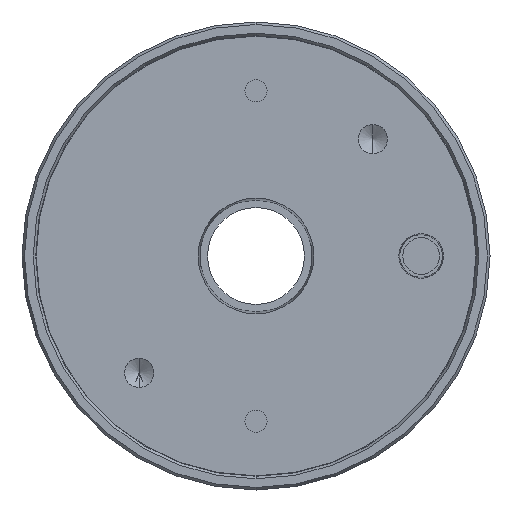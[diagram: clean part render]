
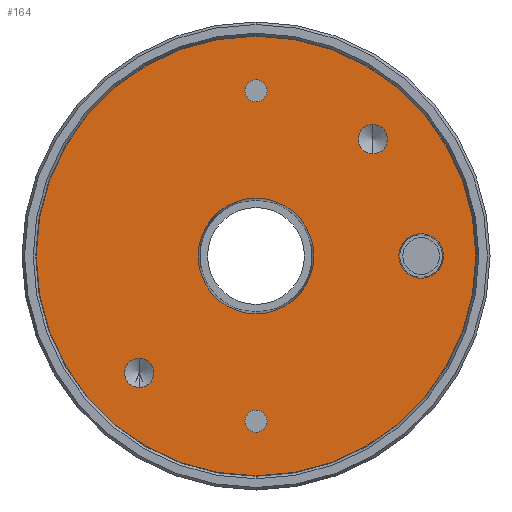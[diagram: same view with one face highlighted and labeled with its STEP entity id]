
A CAD part, front view. The second image highlights one B-rep face of the part: STEP entity #164.
In plain terms, the highlighted planar face has unit normal (0, -1, 0).
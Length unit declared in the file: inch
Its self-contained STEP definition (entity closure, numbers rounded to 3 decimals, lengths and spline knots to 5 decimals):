
#8 = ORIENTED_EDGE ( 'NONE', *, *, #1359, .T. ) ;
#21 = CARTESIAN_POINT ( 'NONE',  ( 1.5, 0., 0.2025 ) ) ;
#30 = ORIENTED_EDGE ( 'NONE', *, *, #108, .F. ) ;
#41 = AXIS2_PLACEMENT_3D ( 'NONE', #292, #2265, #1394 ) ;
#44 = DIRECTION ( 'NONE',  ( 0., -1., 0. ) ) ;
#67 = ORIENTED_EDGE ( 'NONE', *, *, #1750, .F. ) ;
#88 = VERTEX_POINT ( 'NONE', #2250 ) ;
#97 = CARTESIAN_POINT ( 'NONE',  ( -1.06066, 0., -1.06066 ) ) ;
#108 = EDGE_CURVE ( 'NONE', #617, #88, #2098, .T. ) ;
#115 = DIRECTION ( 'NONE',  ( 0., -1., 0. ) ) ;
#116 = AXIS2_PLACEMENT_3D ( 'NONE', #733, #973, #305 ) ;
#126 = AXIS2_PLACEMENT_3D ( 'NONE', #97, #1556, #558 ) ;
#129 = EDGE_CURVE ( 'NONE', #669, #712, #1328, .T. ) ;
#132 = CARTESIAN_POINT ( 'NONE',  ( 1.06066, 0., 1.06066 ) ) ;
#161 = VERTEX_POINT ( 'NONE', #319 ) ;
#162 = DIRECTION ( 'NONE',  ( 0., -1., 0. ) ) ;
#164 = ADVANCED_FACE ( 'NONE', ( #2653, #1374, #732, #2231, #304, #1160, #1811 ), #2766, .F. ) ;
#166 = CARTESIAN_POINT ( 'NONE',  ( 0., 0., -1.3995 ) ) ;
#168 = DIRECTION ( 'NONE',  ( 0., 0., -1. ) ) ;
#203 = AXIS2_PLACEMENT_3D ( 'NONE', #2604, #502, #1989 ) ;
#259 = DIRECTION ( 'NONE',  ( 0., -1., 0. ) ) ;
#284 = ORIENTED_EDGE ( 'NONE', *, *, #2504, .F. ) ;
#292 = CARTESIAN_POINT ( 'NONE',  ( 1.5, 0., 0. ) ) ;
#295 = ORIENTED_EDGE ( 'NONE', *, *, #2237, .F. ) ;
#304 = FACE_BOUND ( 'NONE', #893, .T. ) ;
#305 = DIRECTION ( 'NONE',  ( 0., 0., -1. ) ) ;
#319 = CARTESIAN_POINT ( 'NONE',  ( 1.06066, 0., 1.19348 ) ) ;
#358 = DIRECTION ( 'NONE',  ( 0., -1., 0. ) ) ;
#390 = CARTESIAN_POINT ( 'NONE',  ( 1.06066, 0., 1.06066 ) ) ;
#469 = CARTESIAN_POINT ( 'NONE',  ( 1.5, 0., 0. ) ) ;
#471 = EDGE_LOOP ( 'NONE', ( #2135, #513 ) ) ;
#489 = CIRCLE ( 'NONE', #1554, 0.13281 ) ;
#498 = VERTEX_POINT ( 'NONE', #2198 ) ;
#502 = DIRECTION ( 'NONE',  ( 0., -1., 0. ) ) ;
#503 = VERTEX_POINT ( 'NONE', #1761 ) ;
#513 = ORIENTED_EDGE ( 'NONE', *, *, #129, .F. ) ;
#518 = EDGE_LOOP ( 'NONE', ( #776, #1931 ) ) ;
#533 = VERTEX_POINT ( 'NONE', #2029 ) ;
#535 = CARTESIAN_POINT ( 'NONE',  ( 0., 0., 1.996 ) ) ;
#549 = AXIS2_PLACEMENT_3D ( 'NONE', #469, #259, #692 ) ;
#558 = DIRECTION ( 'NONE',  ( 0., 0., -1. ) ) ;
#592 = DIRECTION ( 'NONE',  ( 0., -1., 0. ) ) ;
#617 = VERTEX_POINT ( 'NONE', #166 ) ;
#649 = CARTESIAN_POINT ( 'NONE',  ( 1.5, 0., -0.2025 ) ) ;
#669 = VERTEX_POINT ( 'NONE', #1180 ) ;
#692 = DIRECTION ( 'NONE',  ( 0., 0., -1. ) ) ;
#712 = VERTEX_POINT ( 'NONE', #1486 ) ;
#732 = FACE_BOUND ( 'NONE', #2650, .T. ) ;
#733 = CARTESIAN_POINT ( 'NONE',  ( 0., 0., 0. ) ) ;
#735 = DIRECTION ( 'NONE',  ( 0., -1., 0. ) ) ;
#776 = ORIENTED_EDGE ( 'NONE', *, *, #1083, .F. ) ;
#838 = EDGE_CURVE ( 'NONE', #498, #533, #2167, .T. ) ;
#893 = EDGE_LOOP ( 'NONE', ( #284, #2396 ) ) ;
#895 = CIRCLE ( 'NONE', #1108, 1.996 ) ;
#900 = CIRCLE ( 'NONE', #549, 0.2025 ) ;
#930 = CARTESIAN_POINT ( 'NONE',  ( 0., 0., 0. ) ) ;
#948 = VERTEX_POINT ( 'NONE', #21 ) ;
#973 = DIRECTION ( 'NONE',  ( 0., -1., 0. ) ) ;
#975 = DIRECTION ( 'NONE',  ( 0., 0., -1. ) ) ;
#976 = EDGE_LOOP ( 'NONE', ( #2174, #2206 ) ) ;
#1039 = DIRECTION ( 'NONE',  ( 0., -1., 0. ) ) ;
#1068 = EDGE_CURVE ( 'NONE', #712, #669, #1327, .T. ) ;
#1083 = EDGE_CURVE ( 'NONE', #503, #161, #489, .T. ) ;
#1103 = AXIS2_PLACEMENT_3D ( 'NONE', #2622, #1188, #2434 ) ;
#1108 = AXIS2_PLACEMENT_3D ( 'NONE', #930, #735, #1577 ) ;
#1151 = CIRCLE ( 'NONE', #2236, 1.996 ) ;
#1155 = CIRCLE ( 'NONE', #1845, 0.1005 ) ;
#1160 = FACE_BOUND ( 'NONE', #976, .T. ) ;
#1180 = CARTESIAN_POINT ( 'NONE',  ( -1.06066, 0., -0.92785 ) ) ;
#1188 = DIRECTION ( 'NONE',  ( 0., -1., 0. ) ) ;
#1204 = DIRECTION ( 'NONE',  ( 0., 0., -1. ) ) ;
#1230 = CARTESIAN_POINT ( 'NONE',  ( 0., 0., -1.5 ) ) ;
#1253 = CIRCLE ( 'NONE', #41, 0.2025 ) ;
#1262 = CARTESIAN_POINT ( 'NONE',  ( 0., 0., 0. ) ) ;
#1327 = CIRCLE ( 'NONE', #1784, 0.13281 ) ;
#1328 = CIRCLE ( 'NONE', #126, 0.13281 ) ;
#1359 = EDGE_CURVE ( 'NONE', #2579, #1816, #895, .T. ) ;
#1374 = FACE_BOUND ( 'NONE', #471, .T. ) ;
#1394 = DIRECTION ( 'NONE',  ( 0., 0., -1. ) ) ;
#1408 = EDGE_CURVE ( 'NONE', #161, #503, #1970, .T. ) ;
#1435 = CARTESIAN_POINT ( 'NONE',  ( 0., 0., 0. ) ) ;
#1442 = DIRECTION ( 'NONE',  ( 0., 0., -1. ) ) ;
#1451 = EDGE_CURVE ( 'NONE', #948, #2696, #1253, .T. ) ;
#1486 = CARTESIAN_POINT ( 'NONE',  ( -1.06066, 0., -1.19348 ) ) ;
#1488 = EDGE_CURVE ( 'NONE', #1816, #2579, #1151, .T. ) ;
#1526 = CARTESIAN_POINT ( 'NONE',  ( 0., 0., 1.5 ) ) ;
#1532 = ORIENTED_EDGE ( 'NONE', *, *, #1896, .F. ) ;
#1534 = CARTESIAN_POINT ( 'NONE',  ( 0., 0., -1.996 ) ) ;
#1545 = CIRCLE ( 'NONE', #203, 0.1005 ) ;
#1554 = AXIS2_PLACEMENT_3D ( 'NONE', #390, #2320, #2770 ) ;
#1556 = DIRECTION ( 'NONE',  ( 0., -1., 0. ) ) ;
#1577 = DIRECTION ( 'NONE',  ( 0., 0., -1. ) ) ;
#1614 = VERTEX_POINT ( 'NONE', #2183 ) ;
#1656 = CIRCLE ( 'NONE', #2626, 0.1005 ) ;
#1687 = CARTESIAN_POINT ( 'NONE',  ( -1.06066, 0., -1.06066 ) ) ;
#1691 = CARTESIAN_POINT ( 'NONE',  ( 0., 0., 1.6005 ) ) ;
#1750 = EDGE_CURVE ( 'NONE', #88, #617, #1656, .T. ) ;
#1761 = CARTESIAN_POINT ( 'NONE',  ( 1.06066, 0., 0.92785 ) ) ;
#1783 = EDGE_LOOP ( 'NONE', ( #2118, #8 ) ) ;
#1784 = AXIS2_PLACEMENT_3D ( 'NONE', #1687, #162, #2084 ) ;
#1811 = FACE_OUTER_BOUND ( 'NONE', #1783, .T. ) ;
#1816 = VERTEX_POINT ( 'NONE', #1534 ) ;
#1839 = AXIS2_PLACEMENT_3D ( 'NONE', #1262, #1039, #168 ) ;
#1845 = AXIS2_PLACEMENT_3D ( 'NONE', #1526, #44, #2649 ) ;
#1896 = EDGE_CURVE ( 'NONE', #2719, #1614, #1545, .T. ) ;
#1931 = ORIENTED_EDGE ( 'NONE', *, *, #1408, .F. ) ;
#1970 = CIRCLE ( 'NONE', #2469, 0.13281 ) ;
#1989 = DIRECTION ( 'NONE',  ( 0., 0., -1. ) ) ;
#2029 = CARTESIAN_POINT ( 'NONE',  ( 0., 0., -0.525 ) ) ;
#2037 = CARTESIAN_POINT ( 'NONE',  ( 0., 0., 0. ) ) ;
#2084 = DIRECTION ( 'NONE',  ( 0., 0., -1. ) ) ;
#2098 = CIRCLE ( 'NONE', #1103, 0.1005 ) ;
#2106 = CIRCLE ( 'NONE', #1839, 0.525 ) ;
#2118 = ORIENTED_EDGE ( 'NONE', *, *, #1488, .T. ) ;
#2135 = ORIENTED_EDGE ( 'NONE', *, *, #1068, .F. ) ;
#2167 = CIRCLE ( 'NONE', #116, 0.525 ) ;
#2174 = ORIENTED_EDGE ( 'NONE', *, *, #2710, .F. ) ;
#2183 = CARTESIAN_POINT ( 'NONE',  ( 0., 0., 1.3995 ) ) ;
#2198 = CARTESIAN_POINT ( 'NONE',  ( 0., 0., 0.525 ) ) ;
#2206 = ORIENTED_EDGE ( 'NONE', *, *, #838, .F. ) ;
#2229 = EDGE_LOOP ( 'NONE', ( #67, #30 ) ) ;
#2230 = AXIS2_PLACEMENT_3D ( 'NONE', #1435, #2755, #2548 ) ;
#2231 = FACE_BOUND ( 'NONE', #2229, .T. ) ;
#2236 = AXIS2_PLACEMENT_3D ( 'NONE', #2037, #115, #975 ) ;
#2237 = EDGE_CURVE ( 'NONE', #1614, #2719, #1155, .T. ) ;
#2250 = CARTESIAN_POINT ( 'NONE',  ( 0., 0., -1.6005 ) ) ;
#2265 = DIRECTION ( 'NONE',  ( 0., -1., 0. ) ) ;
#2320 = DIRECTION ( 'NONE',  ( 0., -1., 0. ) ) ;
#2396 = ORIENTED_EDGE ( 'NONE', *, *, #1451, .F. ) ;
#2434 = DIRECTION ( 'NONE',  ( 0., 0., -1. ) ) ;
#2469 = AXIS2_PLACEMENT_3D ( 'NONE', #132, #358, #1204 ) ;
#2504 = EDGE_CURVE ( 'NONE', #2696, #948, #900, .T. ) ;
#2548 = DIRECTION ( 'NONE',  ( 0., 0., 1. ) ) ;
#2579 = VERTEX_POINT ( 'NONE', #535 ) ;
#2604 = CARTESIAN_POINT ( 'NONE',  ( 0., 0., 1.5 ) ) ;
#2622 = CARTESIAN_POINT ( 'NONE',  ( 0., 0., -1.5 ) ) ;
#2626 = AXIS2_PLACEMENT_3D ( 'NONE', #1230, #592, #1442 ) ;
#2649 = DIRECTION ( 'NONE',  ( 0., 0., -1. ) ) ;
#2650 = EDGE_LOOP ( 'NONE', ( #295, #1532 ) ) ;
#2653 = FACE_BOUND ( 'NONE', #518, .T. ) ;
#2696 = VERTEX_POINT ( 'NONE', #649 ) ;
#2710 = EDGE_CURVE ( 'NONE', #533, #498, #2106, .T. ) ;
#2719 = VERTEX_POINT ( 'NONE', #1691 ) ;
#2755 = DIRECTION ( 'NONE',  ( 0., 1., 0. ) ) ;
#2766 = PLANE ( 'NONE',  #2230 ) ;
#2770 = DIRECTION ( 'NONE',  ( 0., 0., -1. ) ) ;
